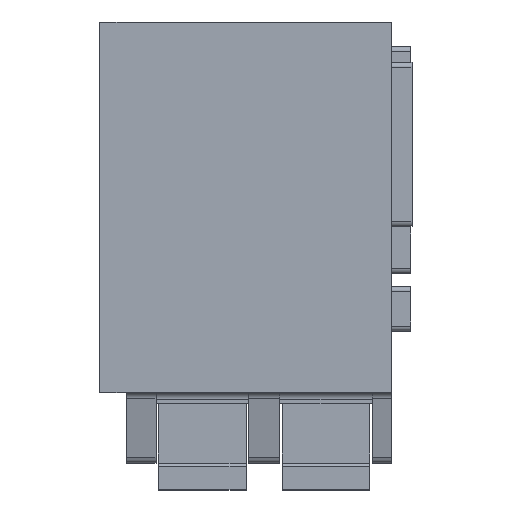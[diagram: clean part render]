
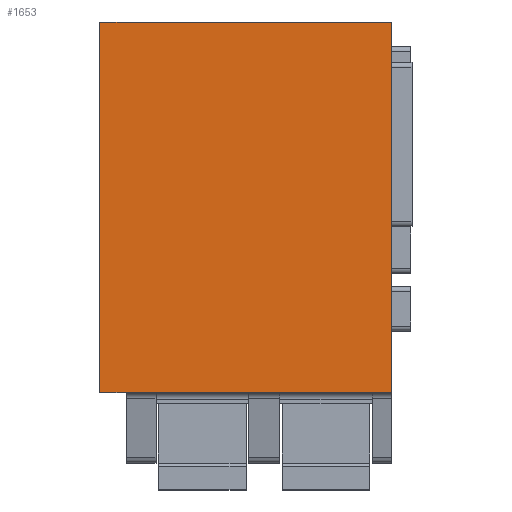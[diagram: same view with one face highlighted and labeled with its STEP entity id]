
A CAD part, top view. The second image highlights one B-rep face of the part: STEP entity #1653.
In plain terms, the highlighted planar face has unit normal (0, 0, 1).
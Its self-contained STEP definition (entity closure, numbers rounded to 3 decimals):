
#1626=AXIS2_PLACEMENT_3D('Plane Axis2P3D',#1623,#1624,#1625) ;
#383=CARTESIAN_POINT('Vertex',(11.96,19.2,18.3)) ;
#386=CARTESIAN_POINT('Line Origine',(11.96,11.6,18.3)) ;
#390=CARTESIAN_POINT('Vertex',(11.96,4.,18.3)) ;
#1623=CARTESIAN_POINT('Axis2P3D Location',(0.,19.2,18.3)) ;
#1628=CARTESIAN_POINT('Line Origine',(0.,11.6,18.3)) ;
#1632=CARTESIAN_POINT('Vertex',(0.,4.,18.3)) ;
#1634=CARTESIAN_POINT('Vertex',(0.,19.2,18.3)) ;
#1637=CARTESIAN_POINT('Line Origine',(5.98,4.,18.3)) ;
#1642=CARTESIAN_POINT('Line Origine',(5.98,19.2,18.3)) ;
#387=DIRECTION('Vector Direction',(0.,-1.,0.)) ;
#1624=DIRECTION('Axis2P3D Direction',(-0.,0.,1.)) ;
#1625=DIRECTION('Axis2P3D XDirection',(0.,-1.,0.)) ;
#1629=DIRECTION('Vector Direction',(0.,-1.,0.)) ;
#1638=DIRECTION('Vector Direction',(1.,0.,0.)) ;
#1643=DIRECTION('Vector Direction',(1.,0.,0.)) ;
#388=VECTOR('Line Direction',#387,1.) ;
#1630=VECTOR('Line Direction',#1629,1.) ;
#1639=VECTOR('Line Direction',#1638,1.) ;
#1644=VECTOR('Line Direction',#1643,1.) ;
#1648=ORIENTED_EDGE('',*,*,#1636,.F.) ;
#1649=ORIENTED_EDGE('',*,*,#1641,.T.) ;
#1650=ORIENTED_EDGE('',*,*,#392,.T.) ;
#1651=ORIENTED_EDGE('',*,*,#1646,.F.) ;
#1653=ADVANCED_FACE('_LMF 5.08/02/90 3.5SN OR BX 1330710000',(#1652),#1627,.T.) ;
#392=EDGE_CURVE('',#391,#384,#389,.F.) ;
#1636=EDGE_CURVE('',#1633,#1635,#1631,.F.) ;
#1641=EDGE_CURVE('',#1633,#391,#1640,.T.) ;
#1646=EDGE_CURVE('',#1635,#384,#1645,.T.) ;
#1647=EDGE_LOOP('',(#1648,#1649,#1650,#1651)) ;
#1652=FACE_OUTER_BOUND('',#1647,.T.) ;
#389=LINE('Line',#386,#388) ;
#1631=LINE('Line',#1628,#1630) ;
#1640=LINE('Line',#1637,#1639) ;
#1645=LINE('Line',#1642,#1644) ;
#1627=PLANE('',#1626) ;
#384=VERTEX_POINT('',#383) ;
#391=VERTEX_POINT('',#390) ;
#1633=VERTEX_POINT('',#1632) ;
#1635=VERTEX_POINT('',#1634) ;
